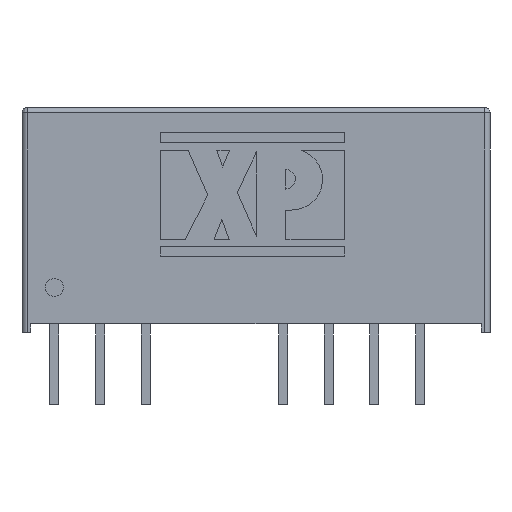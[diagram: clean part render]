
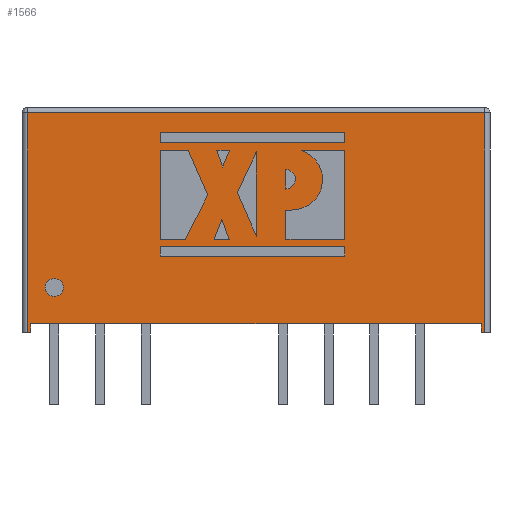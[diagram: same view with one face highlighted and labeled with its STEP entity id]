
A CAD part, front view. The second image highlights one B-rep face of the part: STEP entity #1566.
In plain terms, the highlighted planar face has unit normal (0, -1, 0).
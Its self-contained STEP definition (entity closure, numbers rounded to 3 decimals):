
#48 = VERTEX_POINT ( 'NONE', #1549 ) ;
#237 = LINE ( 'NONE', #471, #2732 ) ;
#379 = DIRECTION ( 'NONE',  ( -1., 0., 0. ) ) ;
#448 = EDGE_CURVE ( 'NONE', #3193, #1503, #3895, .T. ) ;
#471 = CARTESIAN_POINT ( 'NONE',  ( 23.7, -6.3, 0.5 ) ) ;
#520 = VECTOR ( 'NONE', #4561, 1000. ) ;
#532 = VERTEX_POINT ( 'NONE', #5385 ) ;
#534 = FACE_OUTER_BOUND ( 'NONE', #1411, .T. ) ;
#585 = CARTESIAN_POINT ( 'NONE',  ( -1.8, -6.3, 0. ) ) ;
#711 = LINE ( 'NONE', #1671, #1960 ) ;
#767 = LINE ( 'NONE', #3975, #5556 ) ;
#960 = VECTOR ( 'NONE', #5084, 1000. ) ;
#1076 = DIRECTION ( 'NONE',  ( 0., 0., -1. ) ) ;
#1165 = EDGE_CURVE ( 'NONE', #3561, #5269, #4805, .T. ) ;
#1171 = DIRECTION ( 'NONE',  ( -1., 0., 0. ) ) ;
#1314 = VECTOR ( 'NONE', #2537, 1000. ) ;
#1324 = VERTEX_POINT ( 'NONE', #1464 ) ;
#1411 = EDGE_LOOP ( 'NONE', ( #4478, #5901, #5111, #4655, #3644, #4117, #1871, #2085 ) ) ;
#1464 = CARTESIAN_POINT ( 'NONE',  ( -1.3, -6.3, 0. ) ) ;
#1500 = CARTESIAN_POINT ( 'NONE',  ( 23.7, -6.3, 0. ) ) ;
#1503 = VERTEX_POINT ( 'NONE', #1500 ) ;
#1519 = PLANE ( 'NONE',  #5616 ) ;
#1549 = CARTESIAN_POINT ( 'NONE',  ( -1.3, -6.3, 0.5 ) ) ;
#1566 = ADVANCED_FACE ( 'NONE', ( #534 ), #1519, .T. ) ;
#1669 = EDGE_CURVE ( 'NONE', #1324, #532, #767, .T. ) ;
#1671 = CARTESIAN_POINT ( 'NONE',  ( 23.9, -6.3, 0. ) ) ;
#1758 = CARTESIAN_POINT ( 'NONE',  ( -1.5, -6.3, 0. ) ) ;
#1833 = CARTESIAN_POINT ( 'NONE',  ( -1.3, -6.3, -0.2 ) ) ;
#1871 = ORIENTED_EDGE ( 'NONE', *, *, #1669, .F. ) ;
#1960 = VECTOR ( 'NONE', #4486, 1000. ) ;
#2060 = EDGE_CURVE ( 'NONE', #5139, #1503, #237, .T. ) ;
#2061 = CARTESIAN_POINT ( 'NONE',  ( -1.8, -6.3, 0.5 ) ) ;
#2085 = ORIENTED_EDGE ( 'NONE', *, *, #3909, .T. ) ;
#2257 = CARTESIAN_POINT ( 'NONE',  ( -1.8, -6.3, 12.2 ) ) ;
#2327 = CARTESIAN_POINT ( 'NONE',  ( 23.9, -6.3, 0. ) ) ;
#2537 = DIRECTION ( 'NONE',  ( 1., 0., 0. ) ) ;
#2538 = EDGE_CURVE ( 'NONE', #3193, #3561, #711, .T. ) ;
#2563 = DIRECTION ( 'NONE',  ( -1., 0., 0. ) ) ;
#2732 = VECTOR ( 'NONE', #3775, 1000. ) ;
#3006 = CARTESIAN_POINT ( 'NONE',  ( 23.9, -6.3, 12.2 ) ) ;
#3193 = VERTEX_POINT ( 'NONE', #2327 ) ;
#3561 = VERTEX_POINT ( 'NONE', #3006 ) ;
#3644 = ORIENTED_EDGE ( 'NONE', *, *, #1165, .T. ) ;
#3754 = VECTOR ( 'NONE', #2563, 1000. ) ;
#3775 = DIRECTION ( 'NONE',  ( 0., 0., -1. ) ) ;
#3873 = DIRECTION ( 'NONE',  ( 0., -1., 0. ) ) ;
#3895 = LINE ( 'NONE', #4369, #3754 ) ;
#3909 = EDGE_CURVE ( 'NONE', #1324, #48, #4547, .T. ) ;
#3975 = CARTESIAN_POINT ( 'NONE',  ( 24.2, -6.3, 0. ) ) ;
#4117 = ORIENTED_EDGE ( 'NONE', *, *, #5837, .T. ) ;
#4173 = EDGE_CURVE ( 'NONE', #48, #5139, #5970, .T. ) ;
#4266 = LINE ( 'NONE', #1758, #520 ) ;
#4369 = CARTESIAN_POINT ( 'NONE',  ( 24.2, -6.3, 0. ) ) ;
#4478 = ORIENTED_EDGE ( 'NONE', *, *, #4173, .T. ) ;
#4486 = DIRECTION ( 'NONE',  ( 0., 0., 1. ) ) ;
#4547 = LINE ( 'NONE', #1833, #960 ) ;
#4561 = DIRECTION ( 'NONE',  ( 0., 0., -1. ) ) ;
#4593 = CARTESIAN_POINT ( 'NONE',  ( -1.5, -6.3, 12.2 ) ) ;
#4655 = ORIENTED_EDGE ( 'NONE', *, *, #2538, .T. ) ;
#4805 = LINE ( 'NONE', #2257, #6025 ) ;
#5084 = DIRECTION ( 'NONE',  ( 0., 0., 1. ) ) ;
#5111 = ORIENTED_EDGE ( 'NONE', *, *, #448, .F. ) ;
#5139 = VERTEX_POINT ( 'NONE', #5325 ) ;
#5269 = VERTEX_POINT ( 'NONE', #4593 ) ;
#5325 = CARTESIAN_POINT ( 'NONE',  ( 23.7, -6.3, 0.5 ) ) ;
#5385 = CARTESIAN_POINT ( 'NONE',  ( -1.5, -6.3, 0. ) ) ;
#5556 = VECTOR ( 'NONE', #1171, 1000. ) ;
#5616 = AXIS2_PLACEMENT_3D ( 'NONE', #585, #3873, #1076 ) ;
#5837 = EDGE_CURVE ( 'NONE', #5269, #532, #4266, .T. ) ;
#5901 = ORIENTED_EDGE ( 'NONE', *, *, #2060, .T. ) ;
#5970 = LINE ( 'NONE', #2061, #1314 ) ;
#6025 = VECTOR ( 'NONE', #379, 1000. ) ;
